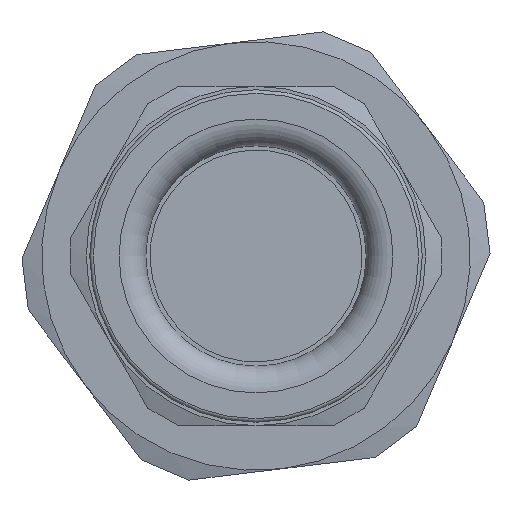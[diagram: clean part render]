
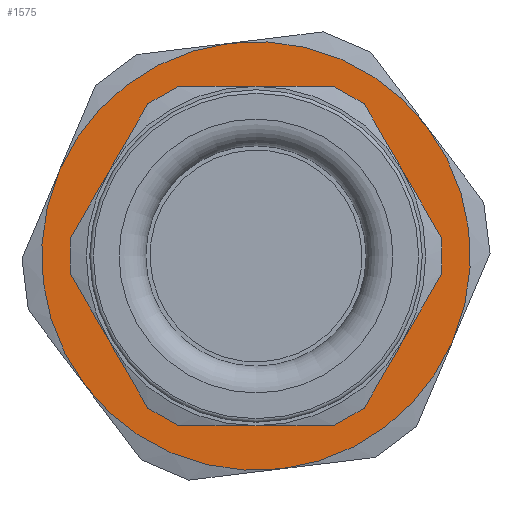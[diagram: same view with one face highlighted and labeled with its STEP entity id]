
A CAD part, left-side view. The second image highlights one B-rep face of the part: STEP entity #1575.
In plain terms, the highlighted planar face has unit normal (-1, 0, 0).
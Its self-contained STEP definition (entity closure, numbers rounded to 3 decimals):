
#241=PLANE('',#1815);
#274=FACE_BOUND('',#520,.T.);
#387=FACE_OUTER_BOUND('',#519,.T.);
#519=EDGE_LOOP('',(#1375,#1376,#1377,#1378,#1379,#1380));
#520=EDGE_LOOP('',(#1381));
#643=CIRCLE('',#1794,12.);
#644=CIRCLE('',#1796,12.);
#645=CIRCLE('',#1798,12.);
#646=CIRCLE('',#1800,12.);
#647=CIRCLE('',#1802,12.);
#653=CIRCLE('',#1814,12.);
#654=CIRCLE('',#1816,9.385);
#788=VERTEX_POINT('',#7446);
#795=VERTEX_POINT('',#7476);
#803=VERTEX_POINT('',#7507);
#809=VERTEX_POINT('',#7533);
#811=VERTEX_POINT('',#7550);
#817=VERTEX_POINT('',#7571);
#823=VERTEX_POINT('',#7635);
#1014=EDGE_CURVE('',#803,#809,#643,.T.);
#1015=EDGE_CURVE('',#817,#803,#644,.T.);
#1016=EDGE_CURVE('',#809,#795,#645,.T.);
#1017=EDGE_CURVE('',#811,#817,#646,.T.);
#1018=EDGE_CURVE('',#795,#788,#647,.T.);
#1024=EDGE_CURVE('',#788,#811,#653,.T.);
#1025=EDGE_CURVE('',#823,#823,#654,.T.);
#1375=ORIENTED_EDGE('',*,*,#1015,.F.);
#1376=ORIENTED_EDGE('',*,*,#1017,.F.);
#1377=ORIENTED_EDGE('',*,*,#1024,.F.);
#1378=ORIENTED_EDGE('',*,*,#1018,.F.);
#1379=ORIENTED_EDGE('',*,*,#1016,.F.);
#1380=ORIENTED_EDGE('',*,*,#1014,.F.);
#1381=ORIENTED_EDGE('',*,*,#1025,.T.);
#1575=ADVANCED_FACE('',(#387,#274),#241,.T.);
#1794=AXIS2_PLACEMENT_3D('',#7613,#2141,#2142);
#1796=AXIS2_PLACEMENT_3D('',#7615,#2145,#2146);
#1798=AXIS2_PLACEMENT_3D('',#7617,#2149,#2150);
#1800=AXIS2_PLACEMENT_3D('',#7619,#2153,#2154);
#1802=AXIS2_PLACEMENT_3D('',#7621,#2157,#2158);
#1814=AXIS2_PLACEMENT_3D('',#7633,#2181,#2182);
#1815=AXIS2_PLACEMENT_3D('',#7634,#2183,#2184);
#1816=AXIS2_PLACEMENT_3D('',#7636,#2185,#2186);
#2141=DIRECTION('center_axis',(1.,0.,0.));
#2142=DIRECTION('ref_axis',(0.,-1.,0.));
#2145=DIRECTION('center_axis',(1.,0.,0.));
#2146=DIRECTION('ref_axis',(0.,-1.,0.));
#2149=DIRECTION('center_axis',(1.,0.,0.));
#2150=DIRECTION('ref_axis',(0.,-1.,0.));
#2153=DIRECTION('center_axis',(1.,0.,0.));
#2154=DIRECTION('ref_axis',(0.,-1.,0.));
#2157=DIRECTION('center_axis',(1.,0.,0.));
#2158=DIRECTION('ref_axis',(0.,-1.,0.));
#2181=DIRECTION('center_axis',(1.,0.,0.));
#2182=DIRECTION('ref_axis',(0.,-1.,0.));
#2183=DIRECTION('center_axis',(-1.,0.,0.));
#2184=DIRECTION('ref_axis',(0.,0.,1.));
#2185=DIRECTION('center_axis',(1.,0.,0.));
#2186=DIRECTION('ref_axis',(0.,0.,-1.));
#7446=CARTESIAN_POINT('',(-28.2,-10.392,-6.));
#7476=CARTESIAN_POINT('',(-28.2,-10.392,6.));
#7507=CARTESIAN_POINT('',(-28.2,10.392,6.));
#7533=CARTESIAN_POINT('',(-28.2,0.,12.));
#7550=CARTESIAN_POINT('',(-28.2,0.,-12.));
#7571=CARTESIAN_POINT('',(-28.2,10.392,-6.));
#7613=CARTESIAN_POINT('Origin',(-28.2,0.,0.));
#7615=CARTESIAN_POINT('Origin',(-28.2,0.,0.));
#7617=CARTESIAN_POINT('Origin',(-28.2,0.,0.));
#7619=CARTESIAN_POINT('Origin',(-28.2,0.,0.));
#7621=CARTESIAN_POINT('Origin',(-28.2,0.,0.));
#7633=CARTESIAN_POINT('Origin',(-28.2,0.,0.));
#7634=CARTESIAN_POINT('Origin',(-28.2,13.1,0.));
#7635=CARTESIAN_POINT('',(-28.2,9.385,0.));
#7636=CARTESIAN_POINT('Origin',(-28.2,0.,0.));
